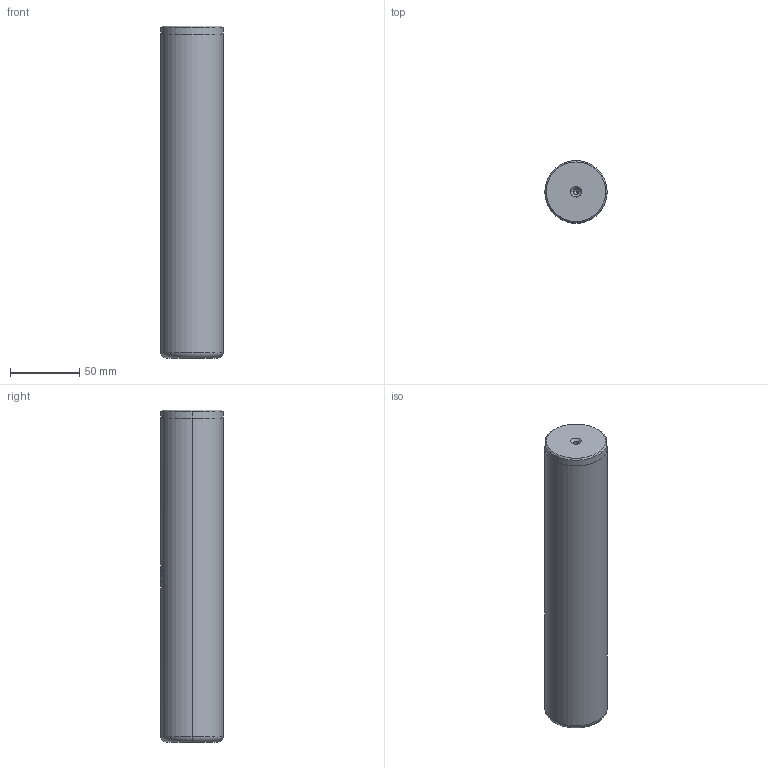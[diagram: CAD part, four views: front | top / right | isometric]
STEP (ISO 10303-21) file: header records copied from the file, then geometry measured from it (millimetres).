
FILE_DESCRIPTION (( 'STEP AP214' ), '1' );
FILE_NAME ('DDP-D45-L240.STEP', '2021-08-17T07:48:54', ( '' ), ( '' ), 'SwSTEP 2.0', 'SolidWorks 2016', '' );
FILE_SCHEMA (( 'AUTOMOTIVE_DESIGN' ));
Length unit declared in the file: millimetre
Products named in the file (2): DDP-D45-L240
Bounding box: 45.03 x 45.03 x 240 mm (x, y, z)
Volume: 381370.4 mm3; surface area: 36978.1 mm2
Topology: 1 solids, 1 shells, 39 faces, 90 edges, 54 vertices
Faces by surface type: cone 10, cylinder 10, plane 9, bspline 8, torus 2
Entity records: 2716 total; most frequent: CARTESIAN_POINT 1858, ORIENTED_EDGE 172, DIRECTION 154, EDGE_CURVE 86, AXIS2_PLACEMENT_3D 63, VERTEX_POINT 54, EDGE_LOOP 44, FACE_OUTER_BOUND 39
